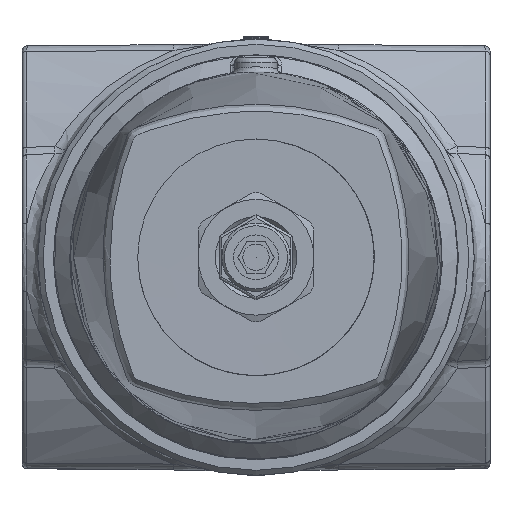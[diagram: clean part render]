
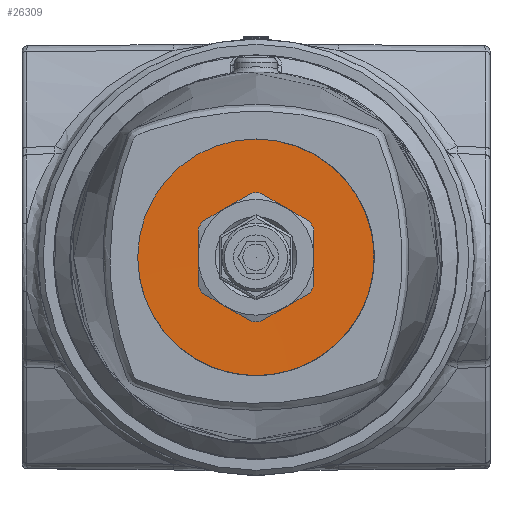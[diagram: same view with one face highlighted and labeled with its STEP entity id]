
A CAD part, front view. The second image highlights one B-rep face of the part: STEP entity #26309.
In plain terms, the highlighted conical face has half-angle 89.788 degrees and reference radius 26.968 mm.
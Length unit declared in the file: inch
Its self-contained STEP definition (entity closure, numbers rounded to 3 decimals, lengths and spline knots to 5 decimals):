
#201=(
BOUNDED_CURVE()
B_SPLINE_CURVE(2,(#59578,#59579,#59580),.UNSPECIFIED.,.F.,.F.)
B_SPLINE_CURVE_WITH_KNOTS((3,3),(0.96941,1.32645),
 .UNSPECIFIED.)
CURVE()
GEOMETRIC_REPRESENTATION_ITEM()
RATIONAL_B_SPLINE_CURVE((1.217,1.228,1.217))
REPRESENTATION_ITEM('')
);
#206=(
BOUNDED_CURVE()
B_SPLINE_CURVE(2,(#59602,#59603,#59604),.UNSPECIFIED.,.F.,.F.)
B_SPLINE_CURVE_WITH_KNOTS((3,3),(0.38479,0.6934),
 .UNSPECIFIED.)
CURVE()
GEOMETRIC_REPRESENTATION_ITEM()
RATIONAL_B_SPLINE_CURVE((1.052,1.061,1.052))
REPRESENTATION_ITEM('')
);
#211=(
BOUNDED_CURVE()
B_SPLINE_CURVE(2,(#59623,#59624,#59625),.UNSPECIFIED.,.F.,.F.)
B_SPLINE_CURVE_WITH_KNOTS((3,3),(0.96941,1.32645),
 .UNSPECIFIED.)
CURVE()
GEOMETRIC_REPRESENTATION_ITEM()
RATIONAL_B_SPLINE_CURVE((1.217,1.228,1.217))
REPRESENTATION_ITEM('')
);
#252=(
BOUNDED_CURVE()
B_SPLINE_CURVE(2,(#73692,#73693,#73694),.UNSPECIFIED.,.F.,.F.)
B_SPLINE_CURVE_WITH_KNOTS((3,3),(0.96941,1.32645),
 .UNSPECIFIED.)
CURVE()
GEOMETRIC_REPRESENTATION_ITEM()
RATIONAL_B_SPLINE_CURVE((1.217,1.228,1.217))
REPRESENTATION_ITEM('')
);
#255=(
BOUNDED_CURVE()
B_SPLINE_CURVE(2,(#73706,#73707,#73708),.UNSPECIFIED.,.F.,.F.)
B_SPLINE_CURVE_WITH_KNOTS((3,3),(0.38479,0.6934),
 .UNSPECIFIED.)
CURVE()
GEOMETRIC_REPRESENTATION_ITEM()
RATIONAL_B_SPLINE_CURVE((1.052,1.061,1.052))
REPRESENTATION_ITEM('')
);
#258=(
BOUNDED_CURVE()
B_SPLINE_CURVE(2,(#73720,#73721,#73722),.UNSPECIFIED.,.F.,.F.)
B_SPLINE_CURVE_WITH_KNOTS((3,3),(0.96941,1.32645),
 .UNSPECIFIED.)
CURVE()
GEOMETRIC_REPRESENTATION_ITEM()
RATIONAL_B_SPLINE_CURVE((1.217,1.228,1.217))
REPRESENTATION_ITEM('')
);
#4155=CONICAL_SURFACE('',#28853,1.06171,89.788);
#4599=FACE_BOUND('',#7759,.T.);
#6005=FACE_OUTER_BOUND('',#7758,.T.);
#7758=EDGE_LOOP('',(#21997,#21998,#21999,#22000,#22001,#22002,#22003,#22004,
#22005,#22006,#22007,#22008));
#7759=EDGE_LOOP('',(#22009));
#8141=CIRCLE('',#26748,0.88582);
#8422=CIRCLE('',#27224,0.4369);
#8423=CIRCLE('',#27226,0.4369);
#8424=CIRCLE('',#27228,0.4369);
#9276=CIRCLE('',#28842,0.4369);
#9277=CIRCLE('',#28845,0.4369);
#9278=CIRCLE('',#28848,0.4369);
#9617=VERTEX_POINT('',#38130);
#10073=VERTEX_POINT('',#59576);
#10074=VERTEX_POINT('',#59577);
#10079=VERTEX_POINT('',#59600);
#10080=VERTEX_POINT('',#59601);
#10083=VERTEX_POINT('',#59621);
#10084=VERTEX_POINT('',#59622);
#10095=VERTEX_POINT('',#59690);
#11451=VERTEX_POINT('',#73691);
#11452=VERTEX_POINT('',#73699);
#11453=VERTEX_POINT('',#73705);
#11454=VERTEX_POINT('',#73713);
#11455=VERTEX_POINT('',#73719);
#12068=EDGE_CURVE('',#9617,#9617,#8141,.T.);
#12799=EDGE_CURVE('',#10073,#10074,#201,.T.);
#12806=EDGE_CURVE('',#10079,#10080,#206,.T.);
#12812=EDGE_CURVE('',#10083,#10084,#211,.T.);
#12836=EDGE_CURVE('',#10095,#10073,#8422,.T.);
#12838=EDGE_CURVE('',#10080,#10083,#8423,.T.);
#12839=EDGE_CURVE('',#10074,#10079,#8424,.T.);
#15017=EDGE_CURVE('',#11451,#10095,#252,.T.);
#15019=EDGE_CURVE('',#11452,#11451,#9276,.T.);
#15021=EDGE_CURVE('',#11453,#11452,#255,.T.);
#15023=EDGE_CURVE('',#11454,#11453,#9277,.T.);
#15025=EDGE_CURVE('',#11455,#11454,#258,.T.);
#15027=EDGE_CURVE('',#10084,#11455,#9278,.T.);
#21997=ORIENTED_EDGE('',*,*,#12836,.F.);
#21998=ORIENTED_EDGE('',*,*,#15017,.F.);
#21999=ORIENTED_EDGE('',*,*,#15019,.F.);
#22000=ORIENTED_EDGE('',*,*,#15021,.F.);
#22001=ORIENTED_EDGE('',*,*,#15023,.F.);
#22002=ORIENTED_EDGE('',*,*,#15025,.F.);
#22003=ORIENTED_EDGE('',*,*,#15027,.F.);
#22004=ORIENTED_EDGE('',*,*,#12812,.F.);
#22005=ORIENTED_EDGE('',*,*,#12838,.F.);
#22006=ORIENTED_EDGE('',*,*,#12806,.F.);
#22007=ORIENTED_EDGE('',*,*,#12839,.F.);
#22008=ORIENTED_EDGE('',*,*,#12799,.F.);
#22009=ORIENTED_EDGE('',*,*,#12068,.F.);
#26309=ADVANCED_FACE('',(#6005,#4599),#4155,.F.);
#26748=AXIS2_PLACEMENT_3D('',#38131,#29607,#29608);
#27224=AXIS2_PLACEMENT_3D('',#59691,#30681,#30682);
#27226=AXIS2_PLACEMENT_3D('',#59696,#30685,#30686);
#27228=AXIS2_PLACEMENT_3D('',#59698,#30689,#30690);
#28842=AXIS2_PLACEMENT_3D('',#73700,#34497,#34498);
#28845=AXIS2_PLACEMENT_3D('',#73714,#34503,#34504);
#28848=AXIS2_PLACEMENT_3D('',#73727,#34509,#34510);
#28853=AXIS2_PLACEMENT_3D('',#73759,#34519,#34520);
#29607=DIRECTION('center_axis',(0.,1.,0.));
#29608=DIRECTION('ref_axis',(0.,0.,-1.));
#30681=DIRECTION('center_axis',(0.,-1.,0.));
#30682=DIRECTION('ref_axis',(0.,0.,1.));
#30685=DIRECTION('center_axis',(0.,-1.,0.));
#30686=DIRECTION('ref_axis',(0.,0.,1.));
#30689=DIRECTION('center_axis',(0.,-1.,0.));
#30690=DIRECTION('ref_axis',(0.,0.,1.));
#34497=DIRECTION('center_axis',(0.,-1.,0.));
#34498=DIRECTION('ref_axis',(0.,0.,1.));
#34503=DIRECTION('center_axis',(0.,-1.,0.));
#34504=DIRECTION('ref_axis',(0.,0.,1.));
#34509=DIRECTION('center_axis',(0.,-1.,0.));
#34510=DIRECTION('ref_axis',(0.,0.,1.));
#34519=DIRECTION('center_axis',(0.,-1.,0.));
#34520=DIRECTION('ref_axis',(0.,0.,-1.));
#38130=CARTESIAN_POINT('',(0.,-6.31825,0.88582));
#38131=CARTESIAN_POINT('Origin',(0.,-6.31825,0.));
#59576=CARTESIAN_POINT('',(0.16653,-6.31658,-0.40392));
#59577=CARTESIAN_POINT('',(0.26654,-6.31658,-0.34618));
#59578=CARTESIAN_POINT('Ctrl Pts',(0.16653,-6.31658,
-0.40392));
#59579=CARTESIAN_POINT('Ctrl Pts',(0.21654,-6.31655,
-0.37505));
#59580=CARTESIAN_POINT('Ctrl Pts',(0.26654,-6.31658,
-0.34618));
#59600=CARTESIAN_POINT('',(0.43307,-6.31658,-0.05774));
#59601=CARTESIAN_POINT('',(0.43307,-6.31658,0.05774));
#59602=CARTESIAN_POINT('Ctrl Pts',(0.43307,-6.31658,
-0.05774));
#59603=CARTESIAN_POINT('Ctrl Pts',(0.43307,-6.31655,
0.));
#59604=CARTESIAN_POINT('Ctrl Pts',(0.43307,-6.31658,
0.05774));
#59621=CARTESIAN_POINT('',(0.26654,-6.31658,0.34618));
#59622=CARTESIAN_POINT('',(0.16653,-6.31658,0.40392));
#59623=CARTESIAN_POINT('Ctrl Pts',(0.26654,-6.31658,
0.34618));
#59624=CARTESIAN_POINT('Ctrl Pts',(0.21654,-6.31655,
0.37505));
#59625=CARTESIAN_POINT('Ctrl Pts',(0.16653,-6.31658,
0.40392));
#59690=CARTESIAN_POINT('',(-0.16653,-6.31658,-0.40392));
#59691=CARTESIAN_POINT('Origin',(0.,-6.31658,
0.));
#59696=CARTESIAN_POINT('Origin',(0.,-6.31658,
0.));
#59698=CARTESIAN_POINT('Origin',(0.,-6.31658,
0.));
#73691=CARTESIAN_POINT('',(-0.26654,-6.31658,-0.34618));
#73692=CARTESIAN_POINT('Ctrl Pts',(-0.26654,-6.31658,
-0.34618));
#73693=CARTESIAN_POINT('Ctrl Pts',(-0.21654,-6.31655,
-0.37505));
#73694=CARTESIAN_POINT('Ctrl Pts',(-0.16653,-6.31658,
-0.40392));
#73699=CARTESIAN_POINT('',(-0.43307,-6.31658,-0.05774));
#73700=CARTESIAN_POINT('Origin',(0.,-6.31658,
0.));
#73705=CARTESIAN_POINT('',(-0.43307,-6.31658,0.05774));
#73706=CARTESIAN_POINT('Ctrl Pts',(-0.43307,-6.31658,
0.05774));
#73707=CARTESIAN_POINT('Ctrl Pts',(-0.43307,-6.31655,
0.));
#73708=CARTESIAN_POINT('Ctrl Pts',(-0.43307,-6.31658,
-0.05774));
#73713=CARTESIAN_POINT('',(-0.26654,-6.31658,0.34618));
#73714=CARTESIAN_POINT('Origin',(0.,-6.31658,
0.));
#73719=CARTESIAN_POINT('',(-0.16653,-6.31658,0.40392));
#73720=CARTESIAN_POINT('Ctrl Pts',(-0.16653,-6.31658,
0.40392));
#73721=CARTESIAN_POINT('Ctrl Pts',(-0.21654,-6.31655,
0.37505));
#73722=CARTESIAN_POINT('Ctrl Pts',(-0.26654,-6.31658,
0.34618));
#73727=CARTESIAN_POINT('Origin',(0.,-6.31658,
0.));
#73759=CARTESIAN_POINT('Origin',(0.,-6.3189,0.));
